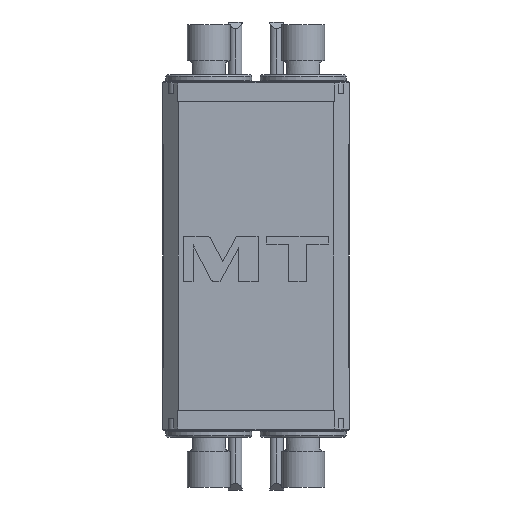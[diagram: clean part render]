
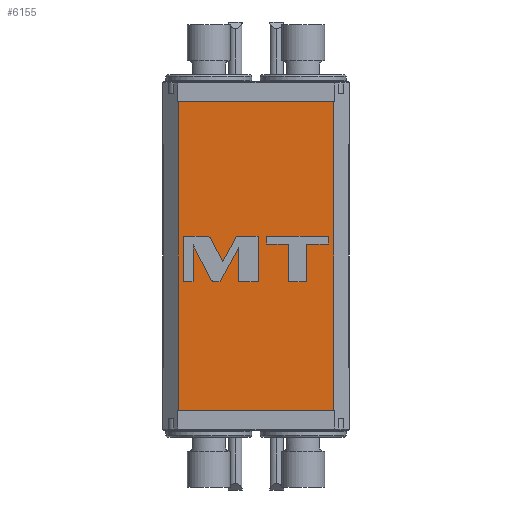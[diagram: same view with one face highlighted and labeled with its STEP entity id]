
A CAD part, left-side view. The second image highlights one B-rep face of the part: STEP entity #6155.
In plain terms, the highlighted planar face has unit normal (-1, 0, 0).
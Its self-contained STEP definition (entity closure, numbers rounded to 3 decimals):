
#74=DIRECTION('',(0.,0.,1.));
#75=VECTOR('',#74,157.);
#76=CARTESIAN_POINT('',(-100.,-39.5,-75.5));
#77=LINE('',#76,#75);
#126=DIRECTION('',(0.,1.,0.));
#127=VECTOR('',#126,79.);
#128=CARTESIAN_POINT('',(-100.,-39.5,81.5));
#129=LINE('',#128,#127);
#130=DIRECTION('',(0.,-1.,0.));
#131=VECTOR('',#130,79.);
#132=CARTESIAN_POINT('',(-100.,39.5,-75.5));
#133=LINE('',#132,#131);
#134=CARTESIAN_POINT('',(-100.,22.775,11.5));
#135=CARTESIAN_POINT('',(-100.,23.253,12.425));
#136=CARTESIAN_POINT('',(-100.,24.198,13.));
#137=CARTESIAN_POINT('',(-100.,25.24,13.));
#139=DIRECTION('',(0.,1.,0.));
#140=VECTOR('',#139,11.582);
#141=CARTESIAN_POINT('',(-100.,25.24,13.));
#142=LINE('',#141,#140);
#143=DIRECTION('',(0.,0.,-1.));
#144=VECTOR('',#143,23.04);
#145=CARTESIAN_POINT('',(-100.,36.822,13.));
#146=LINE('',#145,#144);
#147=DIRECTION('',(0.,-1.,0.));
#148=VECTOR('',#147,4.792);
#149=CARTESIAN_POINT('',(-100.,36.822,-10.04));
#150=LINE('',#149,#148);
#151=DIRECTION('',(0.,0.,1.));
#152=VECTOR('',#151,18.665);
#153=CARTESIAN_POINT('',(-100.,32.03,-10.04));
#154=LINE('',#153,#152);
#155=DIRECTION('',(0.,-0.459,-0.888));
#156=VECTOR('',#155,19.324);
#157=CARTESIAN_POINT('',(-100.,32.03,8.625));
#158=LINE('',#157,#156);
#159=CARTESIAN_POINT('',(-100.,23.155,-8.54));
#160=CARTESIAN_POINT('',(-100.,22.676,-9.465));
#161=CARTESIAN_POINT('',(-100.,21.731,-10.04));
#162=CARTESIAN_POINT('',(-100.,20.689,-10.04));
#164=DIRECTION('',(0.,-1.,0.));
#165=VECTOR('',#164,2.403);
#166=CARTESIAN_POINT('',(-100.,20.689,-10.04));
#167=LINE('',#166,#165);
#168=DIRECTION('',(0.,-0.481,0.877));
#169=VECTOR('',#168,19.991);
#170=CARTESIAN_POINT('',(-100.,18.286,-10.04));
#171=LINE('',#170,#169);
#172=DIRECTION('',(0.,0.,-1.));
#173=VECTOR('',#172,17.525);
#174=CARTESIAN_POINT('',(-100.,8.666,7.485));
#175=LINE('',#174,#173);
#176=DIRECTION('',(0.,-1.,0.));
#177=VECTOR('',#176,9.696);
#178=CARTESIAN_POINT('',(-100.,8.666,-10.04));
#179=LINE('',#178,#177);
#180=DIRECTION('',(0.,0.,1.));
#181=VECTOR('',#180,23.04);
#182=CARTESIAN_POINT('',(-100.,-1.03,-10.04));
#183=LINE('',#182,#181);
#184=DIRECTION('',(0.,1.,0.));
#185=VECTOR('',#184,10.93);
#186=CARTESIAN_POINT('',(-100.,-1.03,13.));
#187=LINE('',#186,#185);
#188=DIRECTION('',(0.,0.481,-0.877));
#189=VECTOR('',#188,14.608);
#190=CARTESIAN_POINT('',(-100.,9.9,13.));
#191=LINE('',#190,#189);
#192=DIRECTION('',(0.,0.459,0.888));
#193=VECTOR('',#192,12.727);
#194=CARTESIAN_POINT('',(-100.,16.929,0.195));
#195=LINE('',#194,#193);
#196=DIRECTION('',(0.,0.,-1.));
#197=VECTOR('',#196,19.116);
#198=CARTESIAN_POINT('',(-100.,-16.524,9.076));
#199=LINE('',#198,#197);
#200=DIRECTION('',(0.,-1.,0.));
#201=VECTOR('',#200,9.125);
#202=CARTESIAN_POINT('',(-100.,-16.524,-10.04));
#203=LINE('',#202,#201);
#204=DIRECTION('',(0.,0.,1.));
#205=VECTOR('',#204,19.116);
#206=CARTESIAN_POINT('',(-100.,-25.649,-10.04));
#207=LINE('',#206,#205);
#208=DIRECTION('',(0.,-1.,0.));
#209=VECTOR('',#208,11.17);
#210=CARTESIAN_POINT('',(-100.,-25.649,9.076));
#211=LINE('',#210,#209);
#212=DIRECTION('',(0.,0.,1.));
#213=VECTOR('',#212,3.924);
#214=CARTESIAN_POINT('',(-100.,-36.819,9.076));
#215=LINE('',#214,#213);
#216=DIRECTION('',(0.,1.,0.));
#217=VECTOR('',#216,31.465);
#218=CARTESIAN_POINT('',(-100.,-36.819,13.));
#219=LINE('',#218,#217);
#220=DIRECTION('',(0.,0.,-1.));
#221=VECTOR('',#220,3.924);
#222=CARTESIAN_POINT('',(-100.,-5.354,13.));
#223=LINE('',#222,#221);
#224=DIRECTION('',(0.,-1.,0.));
#225=VECTOR('',#224,11.17);
#226=CARTESIAN_POINT('',(-100.,-5.354,9.076));
#227=LINE('',#226,#225);
#252=DIRECTION('',(0.,0.,-1.));
#253=VECTOR('',#252,157.);
#254=CARTESIAN_POINT('',(-100.,39.5,81.5));
#255=LINE('',#254,#253);
#5042=CARTESIAN_POINT('',(-100.,39.5,-75.5));
#5043=CARTESIAN_POINT('',(-100.,-39.5,-75.5));
#5044=VERTEX_POINT('',#5042);
#5045=VERTEX_POINT('',#5043);
#5430=CARTESIAN_POINT('',(-100.,-39.5,81.5));
#5431=CARTESIAN_POINT('',(-100.,39.5,81.5));
#5432=VERTEX_POINT('',#5430);
#5433=VERTEX_POINT('',#5431);
#5869=CARTESIAN_POINT('',(-100.,22.775,11.5));
#5870=VERTEX_POINT('',#5869);
#5871=CARTESIAN_POINT('',(-100.,25.24,13.));
#5872=VERTEX_POINT('',#5871);
#5873=CARTESIAN_POINT('',(-100.,36.822,13.));
#5874=VERTEX_POINT('',#5873);
#5875=CARTESIAN_POINT('',(-100.,36.822,-10.04));
#5876=VERTEX_POINT('',#5875);
#5877=CARTESIAN_POINT('',(-100.,32.03,-10.04));
#5878=VERTEX_POINT('',#5877);
#5879=CARTESIAN_POINT('',(-100.,32.03,8.625));
#5880=VERTEX_POINT('',#5879);
#5881=CARTESIAN_POINT('',(-100.,23.155,-8.54));
#5882=VERTEX_POINT('',#5881);
#5883=CARTESIAN_POINT('',(-100.,20.689,-10.04));
#5884=VERTEX_POINT('',#5883);
#5885=CARTESIAN_POINT('',(-100.,18.286,-10.04));
#5886=VERTEX_POINT('',#5885);
#5887=CARTESIAN_POINT('',(-100.,8.666,7.485));
#5888=VERTEX_POINT('',#5887);
#5889=CARTESIAN_POINT('',(-100.,8.666,-10.04));
#5890=VERTEX_POINT('',#5889);
#5891=CARTESIAN_POINT('',(-100.,-1.03,-10.04));
#5892=VERTEX_POINT('',#5891);
#5893=CARTESIAN_POINT('',(-100.,-1.03,13.));
#5894=VERTEX_POINT('',#5893);
#5895=CARTESIAN_POINT('',(-100.,9.9,13.));
#5896=VERTEX_POINT('',#5895);
#5897=CARTESIAN_POINT('',(-100.,16.929,0.195));
#5898=VERTEX_POINT('',#5897);
#5899=CARTESIAN_POINT('',(-100.,-16.524,9.076));
#5900=VERTEX_POINT('',#5899);
#5901=CARTESIAN_POINT('',(-100.,-16.524,-10.04));
#5902=VERTEX_POINT('',#5901);
#5903=CARTESIAN_POINT('',(-100.,-25.649,-10.04));
#5904=VERTEX_POINT('',#5903);
#5905=CARTESIAN_POINT('',(-100.,-25.649,9.076));
#5906=VERTEX_POINT('',#5905);
#5907=CARTESIAN_POINT('',(-100.,-36.819,9.076));
#5908=VERTEX_POINT('',#5907);
#5909=CARTESIAN_POINT('',(-100.,-36.819,13.));
#5910=VERTEX_POINT('',#5909);
#5911=CARTESIAN_POINT('',(-100.,-5.354,13.));
#5912=VERTEX_POINT('',#5911);
#5913=CARTESIAN_POINT('',(-100.,-5.354,9.076));
#5914=VERTEX_POINT('',#5913);
#6091=CARTESIAN_POINT('',(-100.,0.,0.));
#6092=DIRECTION('',(1.,0.,0.));
#6093=DIRECTION('',(0.,-1.,0.));
#6094=AXIS2_PLACEMENT_3D('',#6091,#6092,#6093);
#6095=PLANE('',#6094);
#6097=ORIENTED_EDGE('',*,*,#6096,.F.);
#6099=ORIENTED_EDGE('',*,*,#6098,.F.);
#6100=ORIENTED_EDGE('',*,*,#6053,.F.);
#6102=ORIENTED_EDGE('',*,*,#6101,.F.);
#6103=EDGE_LOOP('',(#6097,#6099,#6100,#6102));
#6104=FACE_OUTER_BOUND('',#6103,.F.);
#6106=ORIENTED_EDGE('',*,*,#6105,.T.);
#6108=ORIENTED_EDGE('',*,*,#6107,.T.);
#6110=ORIENTED_EDGE('',*,*,#6109,.T.);
#6112=ORIENTED_EDGE('',*,*,#6111,.T.);
#6114=ORIENTED_EDGE('',*,*,#6113,.T.);
#6116=ORIENTED_EDGE('',*,*,#6115,.T.);
#6118=ORIENTED_EDGE('',*,*,#6117,.T.);
#6120=ORIENTED_EDGE('',*,*,#6119,.T.);
#6122=ORIENTED_EDGE('',*,*,#6121,.T.);
#6124=ORIENTED_EDGE('',*,*,#6123,.T.);
#6126=ORIENTED_EDGE('',*,*,#6125,.T.);
#6128=ORIENTED_EDGE('',*,*,#6127,.T.);
#6130=ORIENTED_EDGE('',*,*,#6129,.T.);
#6132=ORIENTED_EDGE('',*,*,#6131,.T.);
#6134=ORIENTED_EDGE('',*,*,#6133,.T.);
#6135=EDGE_LOOP('',(#6106,#6108,#6110,#6112,#6114,#6116,#6118,#6120,#6122,#6124,
#6126,#6128,#6130,#6132,#6134));
#6136=FACE_BOUND('',#6135,.F.);
#6138=ORIENTED_EDGE('',*,*,#6137,.T.);
#6140=ORIENTED_EDGE('',*,*,#6139,.T.);
#6142=ORIENTED_EDGE('',*,*,#6141,.T.);
#6144=ORIENTED_EDGE('',*,*,#6143,.T.);
#6146=ORIENTED_EDGE('',*,*,#6145,.T.);
#6148=ORIENTED_EDGE('',*,*,#6147,.T.);
#6150=ORIENTED_EDGE('',*,*,#6149,.T.);
#6152=ORIENTED_EDGE('',*,*,#6151,.T.);
#6153=EDGE_LOOP('',(#6138,#6140,#6142,#6144,#6146,#6148,#6150,#6152));
#6154=FACE_BOUND('',#6153,.F.);
#6155=ADVANCED_FACE('',(#6104,#6136,#6154),#6095,.F.);
#138=B_SPLINE_CURVE_WITH_KNOTS('',3,(#134,#135,#136,#137),.UNSPECIFIED.,.F.,.F.,
(4,4),(0.,1.),.UNSPECIFIED.);
#163=B_SPLINE_CURVE_WITH_KNOTS('',3,(#159,#160,#161,#162),.UNSPECIFIED.,.F.,.F.,
(4,4),(0.,1.),.UNSPECIFIED.);
#6053=EDGE_CURVE('',#5045,#5432,#77,.T.);
#6096=EDGE_CURVE('',#5433,#5044,#255,.T.);
#6098=EDGE_CURVE('',#5432,#5433,#129,.T.);
#6101=EDGE_CURVE('',#5044,#5045,#133,.T.);
#6105=EDGE_CURVE('',#5870,#5872,#138,.T.);
#6107=EDGE_CURVE('',#5872,#5874,#142,.T.);
#6109=EDGE_CURVE('',#5874,#5876,#146,.T.);
#6111=EDGE_CURVE('',#5876,#5878,#150,.T.);
#6113=EDGE_CURVE('',#5878,#5880,#154,.T.);
#6115=EDGE_CURVE('',#5880,#5882,#158,.T.);
#6117=EDGE_CURVE('',#5882,#5884,#163,.T.);
#6119=EDGE_CURVE('',#5884,#5886,#167,.T.);
#6121=EDGE_CURVE('',#5886,#5888,#171,.T.);
#6123=EDGE_CURVE('',#5888,#5890,#175,.T.);
#6125=EDGE_CURVE('',#5890,#5892,#179,.T.);
#6127=EDGE_CURVE('',#5892,#5894,#183,.T.);
#6129=EDGE_CURVE('',#5894,#5896,#187,.T.);
#6131=EDGE_CURVE('',#5896,#5898,#191,.T.);
#6133=EDGE_CURVE('',#5898,#5870,#195,.T.);
#6137=EDGE_CURVE('',#5900,#5902,#199,.T.);
#6139=EDGE_CURVE('',#5902,#5904,#203,.T.);
#6141=EDGE_CURVE('',#5904,#5906,#207,.T.);
#6143=EDGE_CURVE('',#5906,#5908,#211,.T.);
#6145=EDGE_CURVE('',#5908,#5910,#215,.T.);
#6147=EDGE_CURVE('',#5910,#5912,#219,.T.);
#6149=EDGE_CURVE('',#5912,#5914,#223,.T.);
#6151=EDGE_CURVE('',#5914,#5900,#227,.T.);
